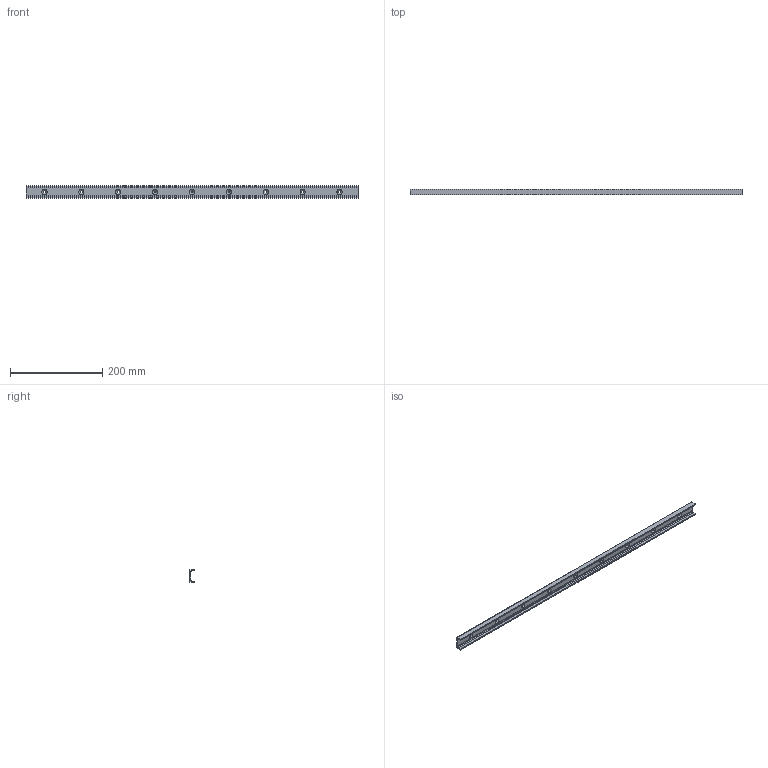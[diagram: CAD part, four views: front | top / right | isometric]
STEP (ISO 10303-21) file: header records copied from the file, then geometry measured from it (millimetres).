
FILE_DESCRIPTION((''),'2;1');
FILE_NAME('LCU 28H-0720.V.stp','2016-05-04T10:05:55',('MRathmann'),(''),'Autodesk Inventor 2012','Autodesk Inventor 2012','');
FILE_SCHEMA(('CONFIG_CONTROL_DESIGN'));
Length unit declared in the file: millimetre
Products named in the file (1): LCU 28H-0720.V
Bounding box: 720 x 12.3 x 28 mm (x, y, z)
Volume: 109328.8 mm3; surface area: 68386.9 mm2
Topology: 1 solids, 1 shells, 38 faces, 108 edges, 72 vertices
Faces by surface type: cylinder 18, plane 11, cone 9
Full cylindrical faces by diameter (mm): 5.5 x9
Entity records: 1148 total; most frequent: DIRECTION 204, CARTESIAN_POINT 183, ORIENTED_EDGE 162, AXIS2_PLACEMENT_3D 84, EDGE_CURVE 81, EDGE_LOOP 74, VERTEX_POINT 63, CIRCLE 45
